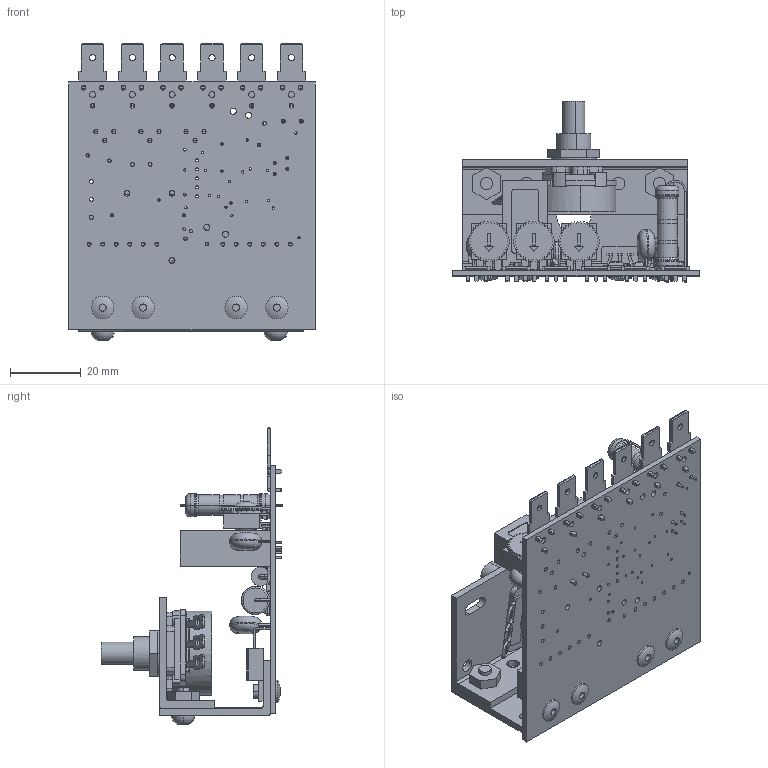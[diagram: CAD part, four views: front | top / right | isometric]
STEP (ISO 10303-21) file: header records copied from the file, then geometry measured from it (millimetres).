
FILE_DESCRIPTION (( 'STEP AP214' ), '1' );
FILE_NAME ('GSD3-24A-2CJ.STEP', '2015-05-04T20:08:17', ( '' ), ( '' ), 'SwSTEP 2.0', 'SolidWorks 2014', '' );
FILE_SCHEMA (( 'AUTOMOTIVE_DESIGN' ));
Length unit declared in the file: inch
Products named in the file (36): R13; DIOM_SMA; RESR5-1270X920X2540; SOIC8; Board; SMT_DI_SOD-123_IPC; Screw_NO6-7.93mm (.3125) TORX BUTTON HEAD; TH_CAP_AXIAL_20S-16L-8D-8.2H; DIODE_AXIAL_12.7S-9.5L-5.3D-5.4H; Nut_No6; RES_1_2WATT_VERTICAL_3.05S-3.05D-10.5H; BK16; CAP_3216_TANT; CAP_6032_TANT; HDRAD43A; GSD3-24A-2CJ; RESA_2753.3_x_130; Nut-Speedpot; Open CASCADE STEP translator 6.2 15.7.7.1; Speedpot_Lockwasher; Speed_Pot; CP4910; A-4-2705; D6; RESV_3WATT_VERTICAL TALL (1.000); D7; Free-Models; Q4; POT_CA9M-STANDUP; Q5; VARR500-890X440; TO-220AB-FLAT-_150P-P; 1206; Open CASCADE STEP translator 6.2 15.3.1.1; 1206_CAP; SOT23
Assembly tree (71 placements, depth 5):
  GSD3-24A-2CJ
    BK16  x2
    Nut_No6  x2
    Screw_NO6-7.93mm (.3125) TORX BUTTON HEAD  x2
    A-4-2705
      Board
      R13
        RESR5-1270X920X2540
      Q5
        TO-220AB-FLAT-_150P-P
          Open CASCADE STEP translator 6.2 15.3.1.1
      Q4
        TO-220AB-FLAT-_150P-P
          Open CASCADE STEP translator 6.2 15.3.1.1
      D7
        TO-220AB-FLAT-_150P-P
          Open CASCADE STEP translator 6.2 15.3.1.1
      D6
        TO-220AB-FLAT-_150P-P
          Open CASCADE STEP translator 6.2 15.3.1.1
      Free-Models
        CP4910  x6
        RESA_2753.3_x_130
          Open CASCADE STEP translator 6.2 15.7.7.1
        CAP_6032_TANT
        CAP_3216_TANT
        RES_1_2WATT_VERTICAL_3.05S-3.05D-10.5H  x2
        DIODE_AXIAL_12.7S-9.5L-5.3D-5.4H
        TH_CAP_AXIAL_20S-16L-8D-8.2H
        SMT_DI_SOD-123_IPC
        SOIC8
        DIOM_SMA  x6
        SOT23  x5
        1206_CAP  x3
        1206  x7
        VARR500-890X440  x3
        POT_CA9M-STANDUP  x3
      RESV_3WATT_VERTICAL TALL (1.000)
    Speed_Pot
    Speedpot_Lockwasher
    Nut-Speedpot
    HDRAD43A  x4
Bounding box: 69.44 x 51.21 x 83.89 mm (x, y, z)
Volume: 35401.9 mm3; surface area: 38290.3 mm2
Topology: 112 solids, 112 shells, 3389 faces, 8842 edges, 5786 vertices
Faces by surface type: plane 2133, cylinder 1060, torus 104, bspline 76, cone 12, sphere 4
Entity records: 87885 total; most frequent: CARTESIAN_POINT 30208, DIRECTION 9033, ORIENTED_EDGE 8934, EDGE_CURVE 4467, AXIS2_PLACEMENT_3D 3206, VERTEX_POINT 2911, VECTOR 2621, LINE 2621
